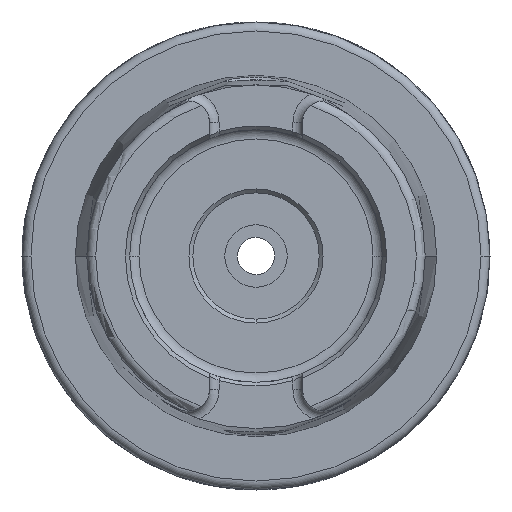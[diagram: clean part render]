
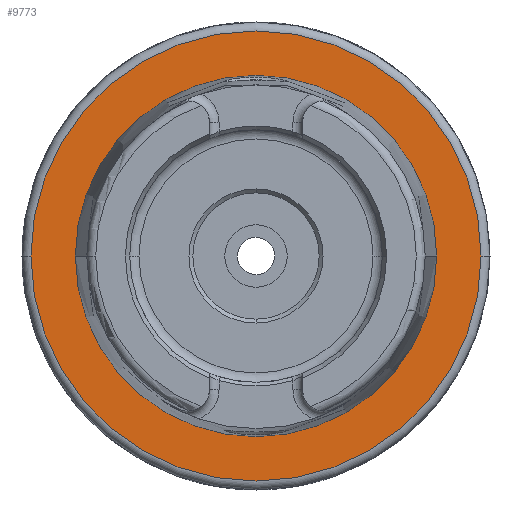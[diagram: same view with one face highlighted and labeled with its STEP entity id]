
A CAD part, left-side view. The second image highlights one B-rep face of the part: STEP entity #9773.
In plain terms, the highlighted planar face has unit normal (-1, 0, 0).
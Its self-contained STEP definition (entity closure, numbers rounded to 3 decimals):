
#133 = AXIS2_PLACEMENT_3D ( 'NONE', #6477, #1506, #7324 ) ;
#292 = AXIS2_PLACEMENT_3D ( 'NONE', #3592, #9401, #4439 ) ;
#636 = ORIENTED_EDGE ( 'NONE', *, *, #4087, .T. ) ;
#701 = DIRECTION ( 'NONE',  ( -1., 0., 0. ) ) ;
#1032 = DIRECTION ( 'NONE',  ( 1., 0., 0. ) ) ;
#1348 = FACE_OUTER_BOUND ( 'NONE', #9562, .T. ) ;
#1506 = DIRECTION ( 'NONE',  ( 1., 0., 0. ) ) ;
#1716 = CARTESIAN_POINT ( 'NONE',  ( 0.05, 24.321, 0. ) ) ;
#1823 = CARTESIAN_POINT ( 'NONE',  ( 0.05, 0., 0. ) ) ;
#2649 = DIRECTION ( 'NONE',  ( 0., 1., 0. ) ) ;
#2655 = AXIS2_PLACEMENT_3D ( 'NONE', #3164, #701, #6503 ) ;
#3164 = CARTESIAN_POINT ( 'NONE',  ( 0.05, 24.321, 0. ) ) ;
#3592 = CARTESIAN_POINT ( 'NONE',  ( 0.05, 0., 0. ) ) ;
#4020 = PLANE ( 'NONE',  #2655 ) ;
#4087 = EDGE_CURVE ( 'NONE', #5868, #5719, #8213, .T. ) ;
#4439 = DIRECTION ( 'NONE',  ( 0., 1., 0. ) ) ;
#4442 = EDGE_CURVE ( 'NONE', #7345, #10242, #10310, .T. ) ;
#5178 = ORIENTED_EDGE ( 'NONE', *, *, #4442, .F. ) ;
#5546 = AXIS2_PLACEMENT_3D ( 'NONE', #1823, #7622, #2649 ) ;
#5719 = VERTEX_POINT ( 'NONE', #1716 ) ;
#5838 = EDGE_CURVE ( 'NONE', #5719, #5868, #7808, .T. ) ;
#5868 = VERTEX_POINT ( 'NONE', #9114 ) ;
#6002 = CARTESIAN_POINT ( 'NONE',  ( 0.05, 0., 0. ) ) ;
#6176 = ORIENTED_EDGE ( 'NONE', *, *, #5838, .T. ) ;
#6477 = CARTESIAN_POINT ( 'NONE',  ( 0.05, 0., 0. ) ) ;
#6503 = DIRECTION ( 'NONE',  ( 0., -1., 0. ) ) ;
#6831 = DIRECTION ( 'NONE',  ( 0., 1., 0. ) ) ;
#6991 = EDGE_LOOP ( 'NONE', ( #6176, #636 ) ) ;
#7324 = DIRECTION ( 'NONE',  ( 0., 1., 0. ) ) ;
#7345 = VERTEX_POINT ( 'NONE', #9901 ) ;
#7460 = AXIS2_PLACEMENT_3D ( 'NONE', #6002, #1032, #6831 ) ;
#7622 = DIRECTION ( 'NONE',  ( 1., 0., 0. ) ) ;
#7808 = CIRCLE ( 'NONE', #7460, 24.321 ) ;
#8213 = CIRCLE ( 'NONE', #133, 24.321 ) ;
#8902 = EDGE_CURVE ( 'NONE', #10242, #7345, #10706, .T. ) ;
#9114 = CARTESIAN_POINT ( 'NONE',  ( 0.05, -24.321, 0. ) ) ;
#9401 = DIRECTION ( 'NONE',  ( 1., 0., 0. ) ) ;
#9562 = EDGE_LOOP ( 'NONE', ( #5178, #10102 ) ) ;
#9660 = FACE_BOUND ( 'NONE', #6991, .T. ) ;
#9773 = ADVANCED_FACE ( 'NONE', ( #9660, #1348 ), #4020, .T. ) ;
#9901 = CARTESIAN_POINT ( 'NONE',  ( 0.05, 30.3, 0. ) ) ;
#10011 = CARTESIAN_POINT ( 'NONE',  ( 0.05, -30.3, 0. ) ) ;
#10102 = ORIENTED_EDGE ( 'NONE', *, *, #8902, .F. ) ;
#10242 = VERTEX_POINT ( 'NONE', #10011 ) ;
#10310 = CIRCLE ( 'NONE', #5546, 30.3 ) ;
#10706 = CIRCLE ( 'NONE', #292, 30.3 ) ;
